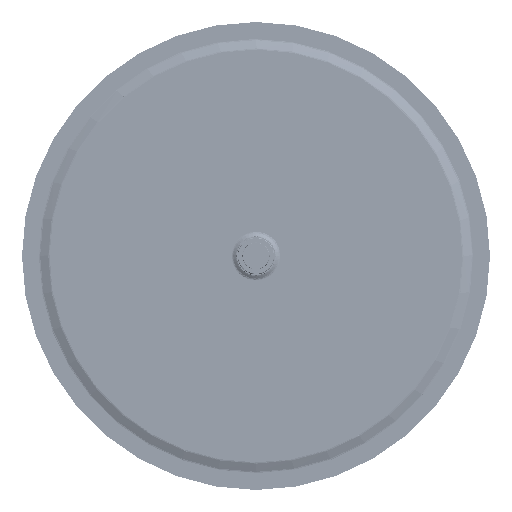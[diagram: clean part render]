
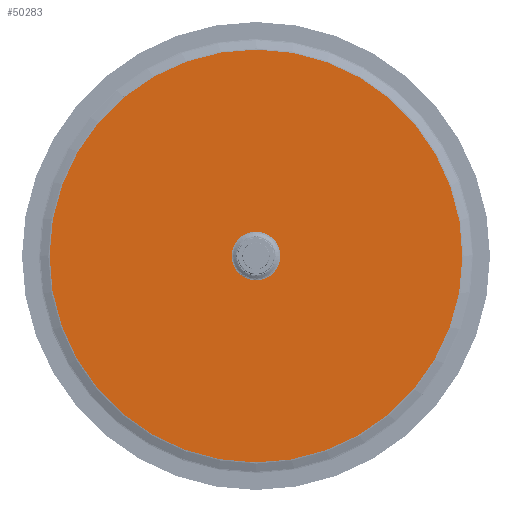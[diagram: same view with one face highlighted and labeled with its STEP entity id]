
A CAD part, top view. The second image highlights one B-rep face of the part: STEP entity #50283.
In plain terms, the highlighted face is planar.
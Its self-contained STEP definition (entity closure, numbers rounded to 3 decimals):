
#7738=FACE_BOUND('',#15094,.T.);
#10802=FACE_OUTER_BOUND('',#15093,.T.);
#15093=EDGE_LOOP('',(#46186));
#15094=EDGE_LOOP('',(#46187));
#20559=CIRCLE('',#58864,176.456);
#20561=CIRCLE('',#58867,20.797);
#25312=VERTEX_POINT('',#92623);
#25313=VERTEX_POINT('',#92627);
#32442=EDGE_CURVE('',#25312,#25312,#20559,.T.);
#32444=EDGE_CURVE('',#25313,#25313,#20561,.T.);
#46186=ORIENTED_EDGE('',*,*,#32442,.T.);
#46187=ORIENTED_EDGE('',*,*,#32444,.F.);
#47206=PLANE('',#58866);
#50283=ADVANCED_FACE('',(#10802,#7738),#47206,.T.);
#58864=AXIS2_PLACEMENT_3D('',#92624,#77528,#77529);
#58866=AXIS2_PLACEMENT_3D('',#92626,#77532,#77533);
#58867=AXIS2_PLACEMENT_3D('',#92628,#77534,#77535);
#77528=DIRECTION('center_axis',(0.,0.,-1.));
#77529=DIRECTION('ref_axis',(-1.,0.,0.));
#77532=DIRECTION('center_axis',(0.,0.,-1.));
#77533=DIRECTION('ref_axis',(1.,0.,0.));
#77534=DIRECTION('center_axis',(0.,0.,-1.));
#77535=DIRECTION('ref_axis',(-1.,0.,0.));
#92623=CARTESIAN_POINT('',(176.454,0.933,23.));
#92624=CARTESIAN_POINT('Origin',(0.,0.,23.));
#92626=CARTESIAN_POINT('Origin',(0.,0.,23.));
#92627=CARTESIAN_POINT('',(20.768,1.09,23.));
#92628=CARTESIAN_POINT('Origin',(0.,0.,23.));
